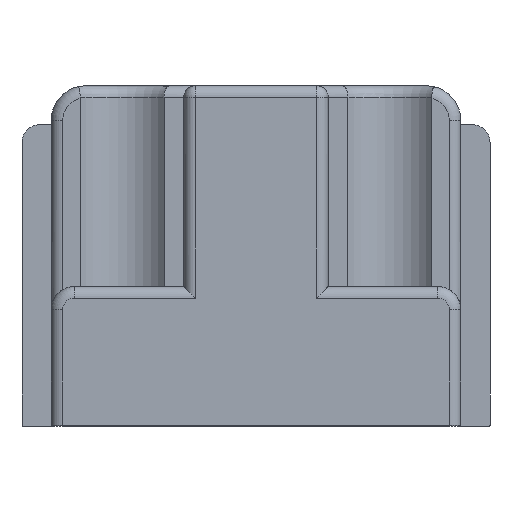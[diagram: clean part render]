
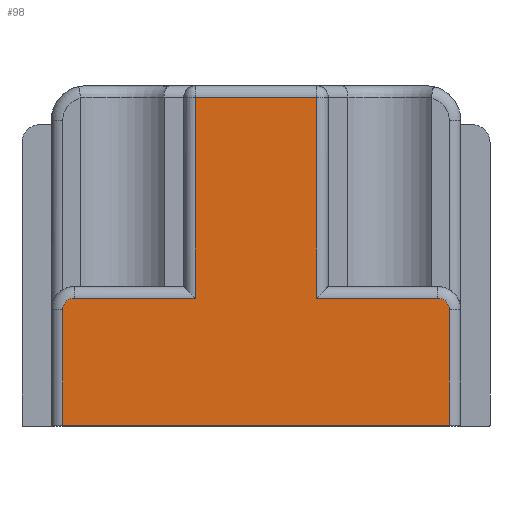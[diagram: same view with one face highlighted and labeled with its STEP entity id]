
A CAD part, front view. The second image highlights one B-rep face of the part: STEP entity #98.
In plain terms, the highlighted planar face has unit normal (0, -1, 0).
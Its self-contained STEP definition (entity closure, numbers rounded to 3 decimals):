
#98 = ADVANCED_FACE( '', ( #1506 ), #1507, .T. );
#1506 = FACE_OUTER_BOUND( '', #4428, .T. );
#1507 = PLANE( '', #4429 );
#4428 = EDGE_LOOP( '', ( #12971, #12972, #12973, #12974, #12975, #12976, #12977, #12978, #12979, #12980 ) );
#4429 = AXIS2_PLACEMENT_3D( '', #12981, #12982, #12983 );
#12971 = ORIENTED_EDGE( '', *, *, #23711, .T. );
#12972 = ORIENTED_EDGE( '', *, *, #23712, .T. );
#12973 = ORIENTED_EDGE( '', *, *, #23713, .T. );
#12974 = ORIENTED_EDGE( '', *, *, #23714, .T. );
#12975 = ORIENTED_EDGE( '', *, *, #23715, .T. );
#12976 = ORIENTED_EDGE( '', *, *, #23716, .T. );
#12977 = ORIENTED_EDGE( '', *, *, #23717, .T. );
#12978 = ORIENTED_EDGE( '', *, *, #23718, .T. );
#12979 = ORIENTED_EDGE( '', *, *, #23719, .T. );
#12980 = ORIENTED_EDGE( '', *, *, #23720, .T. );
#12981 = CARTESIAN_POINT( '', ( 14.6, -67.4, 26.25 ) );
#12982 = DIRECTION( '', ( 0., -1., 0. ) );
#12983 = DIRECTION( '', ( 0., 0., -1. ) );
#23711 = EDGE_CURVE( '', #27485, #27486, #27487, .T. );
#23712 = EDGE_CURVE( '', #27486, #27488, #27489, .T. );
#23713 = EDGE_CURVE( '', #27488, #27490, #27491, .T. );
#23714 = EDGE_CURVE( '', #27490, #27492, #27493, .T. );
#23715 = EDGE_CURVE( '', #27492, #27494, #27495, .T. );
#23716 = EDGE_CURVE( '', #27494, #27496, #27497, .T. );
#23717 = EDGE_CURVE( '', #27496, #27498, #27499, .T. );
#23718 = EDGE_CURVE( '', #27498, #27500, #27501, .F. );
#23719 = EDGE_CURVE( '', #27500, #27502, #27503, .T. );
#23720 = EDGE_CURVE( '', #27502, #27485, #27504, .T. );
#27485 = VERTEX_POINT( '', #33759 );
#27486 = VERTEX_POINT( '', #33760 );
#27487 = LINE( '', #33761, #33762 );
#27488 = VERTEX_POINT( '', #33763 );
#27489 = LINE( '', #33764, #33765 );
#27490 = VERTEX_POINT( '', #33766 );
#27491 = LINE( '', #33767, #33768 );
#27492 = VERTEX_POINT( '', #33769 );
#27493 = CIRCLE( '', #33770, 1. );
#27494 = VERTEX_POINT( '', #33771 );
#27495 = LINE( '', #33772, #33773 );
#27496 = VERTEX_POINT( '', #33774 );
#27497 = LINE( '', #33775, #33776 );
#27498 = VERTEX_POINT( '', #33777 );
#27499 = LINE( '', #33778, #33779 );
#27500 = VERTEX_POINT( '', #33780 );
#27501 = LINE( '', #33781, #33782 );
#27502 = VERTEX_POINT( '', #33783 );
#27503 = LINE( '', #33784, #33785 );
#27504 = CIRCLE( '', #33786, 1. );
#33759 = CARTESIAN_POINT( '', ( -16.6, -67.4, 10. ) );
#33760 = CARTESIAN_POINT( '', ( -16.6, -67.4, 0.1 ) );
#33761 = CARTESIAN_POINT( '', ( -16.6, -67.4, 0.1 ) );
#33762 = VECTOR( '', #47135, 1000. );
#33763 = CARTESIAN_POINT( '', ( 16.6, -67.4, 0.1 ) );
#33764 = CARTESIAN_POINT( '', ( 16.6, -67.4, 0.1 ) );
#33765 = VECTOR( '', #47136, 1000. );
#33766 = CARTESIAN_POINT( '', ( 16.6, -67.4, 10. ) );
#33767 = CARTESIAN_POINT( '', ( 16.6, -67.4, 10. ) );
#33768 = VECTOR( '', #47137, 1000. );
#33769 = CARTESIAN_POINT( '', ( 15.6, -67.4, 11. ) );
#33770 = AXIS2_PLACEMENT_3D( '', #47138, #47139, #47140 );
#33771 = CARTESIAN_POINT( '', ( 5.2, -67.4, 11. ) );
#33772 = CARTESIAN_POINT( '', ( 5.2, -67.4, 11. ) );
#33773 = VECTOR( '', #47141, 1000. );
#33774 = CARTESIAN_POINT( '', ( 5.2, -67.4, 28.25 ) );
#33775 = CARTESIAN_POINT( '', ( 5.2, -67.4, 26.25 ) );
#33776 = VECTOR( '', #47142, 1000. );
#33777 = CARTESIAN_POINT( '', ( -5.2, -67.4, 28.25 ) );
#33778 = CARTESIAN_POINT( '', ( -6.2, -67.4, 28.25 ) );
#33779 = VECTOR( '', #47143, 1000. );
#33780 = CARTESIAN_POINT( '', ( -5.2, -67.4, 11. ) );
#33781 = CARTESIAN_POINT( '', ( -5.2, -67.4, 26.25 ) );
#33782 = VECTOR( '', #47144, 1000. );
#33783 = CARTESIAN_POINT( '', ( -15.6, -67.4, 11. ) );
#33784 = CARTESIAN_POINT( '', ( -15.6, -67.4, 11. ) );
#33785 = VECTOR( '', #47145, 1000. );
#33786 = AXIS2_PLACEMENT_3D( '', #47146, #47147, #47148 );
#47135 = DIRECTION( '', ( 0., 0., -1. ) );
#47136 = DIRECTION( '', ( 1., 0., 0. ) );
#47137 = DIRECTION( '', ( 0., 0., 1. ) );
#47138 = CARTESIAN_POINT( '', ( 15.6, -67.4, 10. ) );
#47139 = DIRECTION( '', ( 0., -1., 0. ) );
#47140 = DIRECTION( '', ( 0., 0., -1. ) );
#47141 = DIRECTION( '', ( -1., 0., 0. ) );
#47142 = DIRECTION( '', ( 0., 0., 1. ) );
#47143 = DIRECTION( '', ( -1., 0., 0. ) );
#47144 = DIRECTION( '', ( 0., 0., 1. ) );
#47145 = DIRECTION( '', ( -1., 0., 0. ) );
#47146 = CARTESIAN_POINT( '', ( -15.6, -67.4, 10. ) );
#47147 = DIRECTION( '', ( 0., -1., 0. ) );
#47148 = DIRECTION( '', ( 0., 0., -1. ) );
